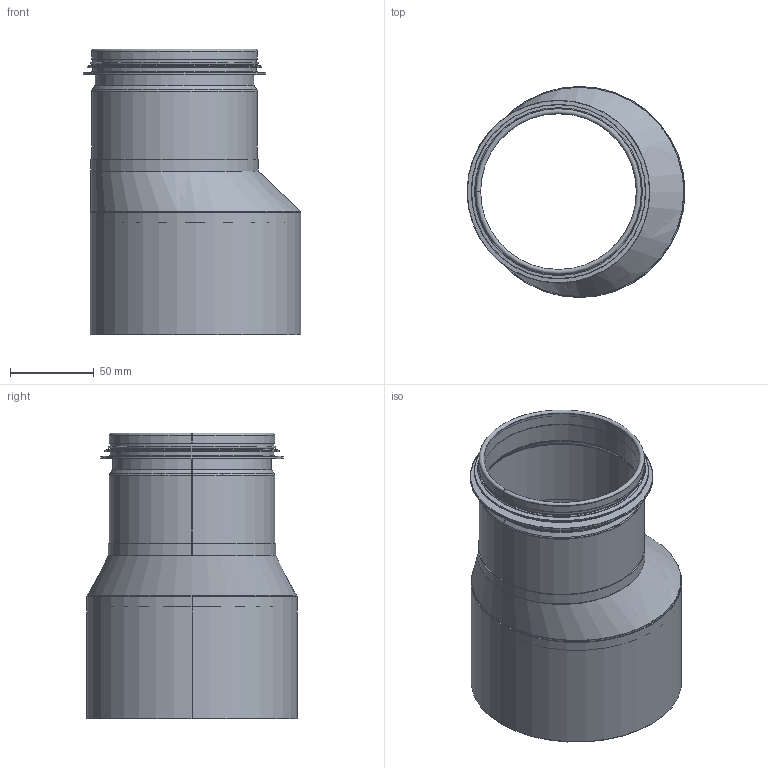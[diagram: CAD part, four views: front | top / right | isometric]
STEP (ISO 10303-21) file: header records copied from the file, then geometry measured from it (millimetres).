
FILE_DESCRIPTION((''),'2;1');
FILE_NAME('HFBM_125-100.stp','2014-02-19T13:18:01',(''),(''),'Autodesk Inventor 2013','Autodesk Inventor 2013','');
FILE_SCHEMA(('AUTOMOTIVE_DESIGN { 1 2 10303 214 0 1 1 1 }'));
Length unit declared in the file: millimetre
Products named in the file (6): HFBM_125-100; KonPunktadHFBM_125-100; Muff-125; Stos-100; StosRörämne-100; 999003
Assembly tree (5 placements, depth 3):
  HFBM_125-100
    KonPunktadHFBM_125-100
    Muff-125
    Stos-100
      StosRörämne-100
      999003
Bounding box: 130.45 x 126.25 x 171 mm (x, y, z)
Volume: 44550 mm3; surface area: 153779.8 mm2
Topology: 5 solids, 5 shells, 74 faces, 150 edges, 82 vertices
Faces by surface type: plane 32, cylinder 18, torus 14, cone 6, bspline 4
Full cylindrical faces by diameter (mm): 93.25 x1, 94.25 x1, 95.45 x1, 98.05 x5, 99.05 x3, 100.05 x1, 104.45 x1, 109.45 x1, 124.25 x1, 125.25 x2, 126.25 x1
Entity records: 2408 total; most frequent: CARTESIAN_POINT 670, DIRECTION 349, ORIENTED_EDGE 260, AXIS2_PLACEMENT_3D 150, EDGE_CURVE 130, EDGE_LOOP 100, VERTEX_POINT 81, STYLED_ITEM 78
